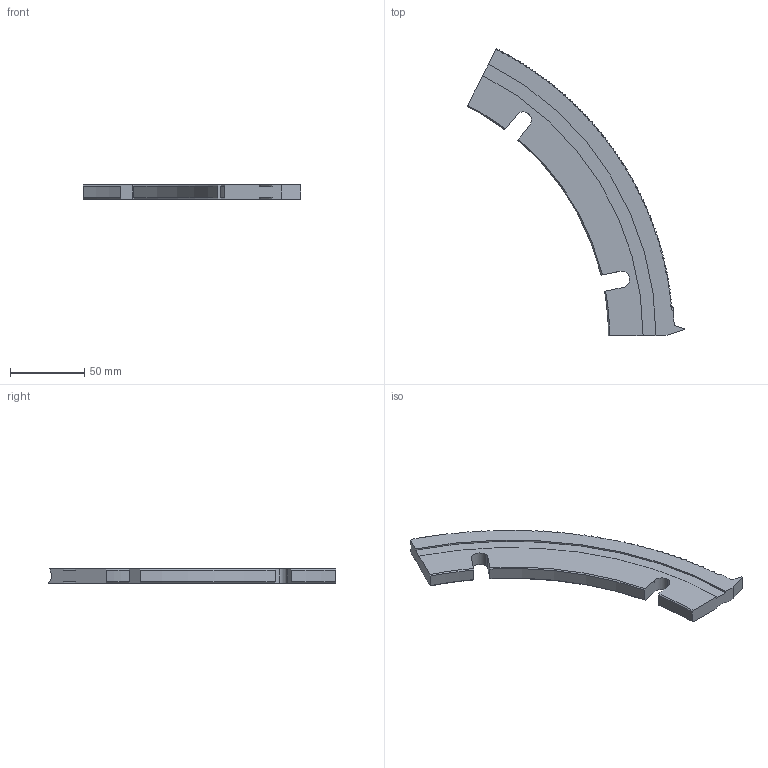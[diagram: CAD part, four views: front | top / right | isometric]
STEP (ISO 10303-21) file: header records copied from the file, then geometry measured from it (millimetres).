
FILE_DESCRIPTION (( 'STEP AP203' ), '1' );
FILE_NAME ('M5659-S.STEP', '2022-04-25T21:31:32', ( '' ), ( '' ), 'SwSTEP 2.0', 'SolidWorks 2020', '' );
FILE_SCHEMA (( 'CONFIG_CONTROL_DESIGN' ));
Length unit declared in the file: inch
Products named in the file (1): M5659-S
Bounding box: 146.83 x 193.76 x 9.49 mm (x, y, z)
Volume: 77910.2 mm3; surface area: 24603.1 mm2
Topology: 1 solids, 1 shells, 131 faces, 387 edges, 258 vertices
Faces by surface type: sphere 96, plane 15, cylinder 12, cone 6, torus 2
Entity records: 6075 total; most frequent: CARTESIAN_POINT 2477, ORIENTED_EDGE 774, DIRECTION 772, EDGE_CURVE 387, AXIS2_PLACEMENT_3D 359, VERTEX_POINT 258, CIRCLE 227, ADVANCED_FACE 131
